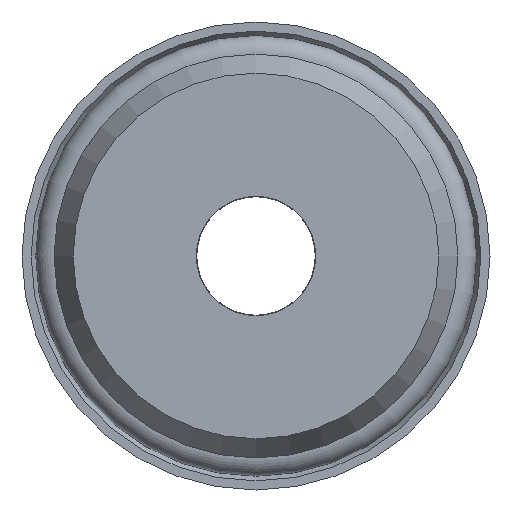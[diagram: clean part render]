
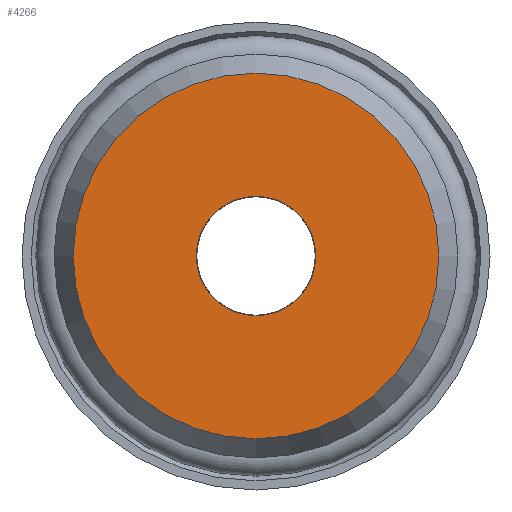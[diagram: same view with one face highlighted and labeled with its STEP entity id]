
A CAD part, front view. The second image highlights one B-rep face of the part: STEP entity #4266.
In plain terms, the highlighted planar face has unit normal (0, -1, 0).
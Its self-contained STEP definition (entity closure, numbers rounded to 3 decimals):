
#68=CIRCLE('',#4402,3.25);
#69=CIRCLE('',#4403,9.961);
#1314=ORIENTED_EDGE('',*,*,#1898,.F.);
#1315=ORIENTED_EDGE('',*,*,#1899,.T.);
#1898=EDGE_CURVE('',#2196,#2196,#68,.T.);
#1899=EDGE_CURVE('',#2197,#2197,#69,.T.);
#2196=VERTEX_POINT('',#9744);
#2197=VERTEX_POINT('',#9746);
#2512=EDGE_LOOP('',(#1314));
#2513=EDGE_LOOP('',(#1315));
#2732=FACE_BOUND('',#2512,.T.);
#2733=FACE_BOUND('',#2513,.T.);
#2875=PLANE('',#4401);
#4266=ADVANCED_FACE('',(#2732,#2733),#2875,.T.);
#4401=AXIS2_PLACEMENT_3D('',#9742,#4896,#4897);
#4402=AXIS2_PLACEMENT_3D('',#9743,#4898,#4899);
#4403=AXIS2_PLACEMENT_3D('',#9745,#4900,#4901);
#4896=DIRECTION('',(0.,-1.,0.));
#4897=DIRECTION('',(0.,0.,-1.));
#4898=DIRECTION('',(0.,-1.,0.));
#4899=DIRECTION('',(0.,0.,-1.));
#4900=DIRECTION('',(0.,-1.,0.));
#4901=DIRECTION('',(0.,0.,-1.));
#9742=CARTESIAN_POINT('',(0.,0.,0.));
#9743=CARTESIAN_POINT('',(0.,0.,0.));
#9744=CARTESIAN_POINT('',(0.,0.,-3.25));
#9745=CARTESIAN_POINT('',(0.,0.,0.));
#9746=CARTESIAN_POINT('',(0.,0.,-9.961));
